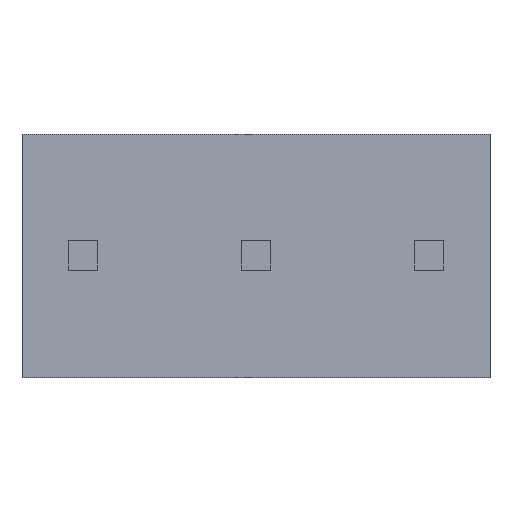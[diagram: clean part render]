
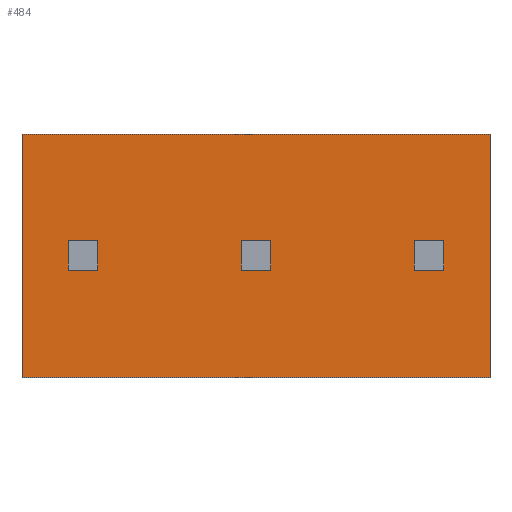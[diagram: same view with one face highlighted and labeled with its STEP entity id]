
A CAD part, top view. The second image highlights one B-rep face of the part: STEP entity #484.
In plain terms, the highlighted planar face has unit normal (0, 0, 1).
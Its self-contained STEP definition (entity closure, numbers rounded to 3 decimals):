
#15=FACE_BOUND('',#81,.T.);
#16=FACE_BOUND('',#82,.T.);
#17=FACE_BOUND('',#83,.T.);
#24=PLANE('',#536);
#52=FACE_OUTER_BOUND('',#80,.T.);
#80=EDGE_LOOP('',(#375,#376,#377,#378));
#81=EDGE_LOOP('',(#379,#380,#381,#382));
#82=EDGE_LOOP('',(#383,#384,#385,#386));
#83=EDGE_LOOP('',(#387,#388,#389,#390));
#119=LINE('',#726,#181);
#120=LINE('',#728,#182);
#121=LINE('',#730,#183);
#122=LINE('',#731,#184);
#123=LINE('',#734,#185);
#124=LINE('',#736,#186);
#125=LINE('',#738,#187);
#126=LINE('',#739,#188);
#127=LINE('',#742,#189);
#128=LINE('',#744,#190);
#129=LINE('',#746,#191);
#130=LINE('',#747,#192);
#131=LINE('',#750,#193);
#132=LINE('',#752,#194);
#133=LINE('',#754,#195);
#134=LINE('',#755,#196);
#181=VECTOR('',#597,10.);
#182=VECTOR('',#598,10.);
#183=VECTOR('',#599,10.);
#184=VECTOR('',#600,10.);
#185=VECTOR('',#601,10.);
#186=VECTOR('',#602,10.);
#187=VECTOR('',#603,10.);
#188=VECTOR('',#604,10.);
#189=VECTOR('',#605,10.);
#190=VECTOR('',#606,10.);
#191=VECTOR('',#607,10.);
#192=VECTOR('',#608,10.);
#193=VECTOR('',#609,10.);
#194=VECTOR('',#610,10.);
#195=VECTOR('',#611,10.);
#196=VECTOR('',#612,10.);
#245=VERTEX_POINT('',#724);
#246=VERTEX_POINT('',#725);
#247=VERTEX_POINT('',#727);
#248=VERTEX_POINT('',#729);
#249=VERTEX_POINT('',#732);
#250=VERTEX_POINT('',#733);
#251=VERTEX_POINT('',#735);
#252=VERTEX_POINT('',#737);
#253=VERTEX_POINT('',#740);
#254=VERTEX_POINT('',#741);
#255=VERTEX_POINT('',#743);
#256=VERTEX_POINT('',#745);
#257=VERTEX_POINT('',#748);
#258=VERTEX_POINT('',#749);
#259=VERTEX_POINT('',#751);
#260=VERTEX_POINT('',#753);
#295=EDGE_CURVE('',#245,#246,#119,.T.);
#296=EDGE_CURVE('',#246,#247,#120,.T.);
#297=EDGE_CURVE('',#247,#248,#121,.T.);
#298=EDGE_CURVE('',#248,#245,#122,.T.);
#299=EDGE_CURVE('',#249,#250,#123,.T.);
#300=EDGE_CURVE('',#251,#249,#124,.T.);
#301=EDGE_CURVE('',#252,#251,#125,.T.);
#302=EDGE_CURVE('',#250,#252,#126,.T.);
#303=EDGE_CURVE('',#253,#254,#127,.T.);
#304=EDGE_CURVE('',#255,#253,#128,.T.);
#305=EDGE_CURVE('',#256,#255,#129,.T.);
#306=EDGE_CURVE('',#254,#256,#130,.T.);
#307=EDGE_CURVE('',#257,#258,#131,.T.);
#308=EDGE_CURVE('',#259,#257,#132,.T.);
#309=EDGE_CURVE('',#260,#259,#133,.T.);
#310=EDGE_CURVE('',#258,#260,#134,.T.);
#375=ORIENTED_EDGE('',*,*,#295,.T.);
#376=ORIENTED_EDGE('',*,*,#296,.T.);
#377=ORIENTED_EDGE('',*,*,#297,.T.);
#378=ORIENTED_EDGE('',*,*,#298,.T.);
#379=ORIENTED_EDGE('',*,*,#299,.F.);
#380=ORIENTED_EDGE('',*,*,#300,.F.);
#381=ORIENTED_EDGE('',*,*,#301,.F.);
#382=ORIENTED_EDGE('',*,*,#302,.F.);
#383=ORIENTED_EDGE('',*,*,#303,.F.);
#384=ORIENTED_EDGE('',*,*,#304,.F.);
#385=ORIENTED_EDGE('',*,*,#305,.F.);
#386=ORIENTED_EDGE('',*,*,#306,.F.);
#387=ORIENTED_EDGE('',*,*,#307,.F.);
#388=ORIENTED_EDGE('',*,*,#308,.F.);
#389=ORIENTED_EDGE('',*,*,#309,.F.);
#390=ORIENTED_EDGE('',*,*,#310,.F.);
#484=ADVANCED_FACE('',(#52,#15,#16,#17),#24,.T.);
#536=AXIS2_PLACEMENT_3D('',#723,#595,#596);
#595=DIRECTION('center_axis',(0.,0.,1.));
#596=DIRECTION('ref_axis',(1.,0.,0.));
#597=DIRECTION('',(1.,0.,0.));
#598=DIRECTION('',(0.,1.,0.));
#599=DIRECTION('',(-1.,0.,0.));
#600=DIRECTION('',(0.,-1.,0.));
#601=DIRECTION('',(0.,-1.,0.));
#602=DIRECTION('',(-1.,0.,0.));
#603=DIRECTION('',(0.,1.,0.));
#604=DIRECTION('',(1.,0.,0.));
#605=DIRECTION('',(0.,-1.,0.));
#606=DIRECTION('',(-1.,0.,0.));
#607=DIRECTION('',(0.,1.,0.));
#608=DIRECTION('',(1.,0.,0.));
#609=DIRECTION('',(1.,0.,0.));
#610=DIRECTION('',(0.,-1.,0.));
#611=DIRECTION('',(-1.,0.,0.));
#612=DIRECTION('',(0.,1.,0.));
#723=CARTESIAN_POINT('Origin',(0.,0.,0.));
#724=CARTESIAN_POINT('',(-6.35,-3.3,0.));
#725=CARTESIAN_POINT('',(6.35,-3.3,0.));
#726=CARTESIAN_POINT('',(-6.35,-3.3,0.));
#727=CARTESIAN_POINT('',(6.35,3.3,0.));
#728=CARTESIAN_POINT('',(6.35,-3.3,0.));
#729=CARTESIAN_POINT('',(-6.35,3.3,0.));
#730=CARTESIAN_POINT('',(6.35,3.3,0.));
#731=CARTESIAN_POINT('',(-6.35,3.3,0.));
#732=CARTESIAN_POINT('',(-5.1,0.4,0.));
#733=CARTESIAN_POINT('',(-5.1,-0.4,0.));
#734=CARTESIAN_POINT('',(-5.1,0.4,0.));
#735=CARTESIAN_POINT('',(-4.3,0.4,0.));
#736=CARTESIAN_POINT('',(-4.3,0.4,0.));
#737=CARTESIAN_POINT('',(-4.3,-0.4,0.));
#738=CARTESIAN_POINT('',(-4.3,-0.4,0.));
#739=CARTESIAN_POINT('',(-5.1,-0.4,0.));
#740=CARTESIAN_POINT('',(-0.4,0.4,0.));
#741=CARTESIAN_POINT('',(-0.4,-0.4,0.));
#742=CARTESIAN_POINT('',(-0.4,0.4,0.));
#743=CARTESIAN_POINT('',(0.4,0.4,0.));
#744=CARTESIAN_POINT('',(0.4,0.4,0.));
#745=CARTESIAN_POINT('',(0.4,-0.4,0.));
#746=CARTESIAN_POINT('',(0.4,-0.4,0.));
#747=CARTESIAN_POINT('',(-0.4,-0.4,0.));
#748=CARTESIAN_POINT('',(4.3,-0.4,0.));
#749=CARTESIAN_POINT('',(5.1,-0.4,0.));
#750=CARTESIAN_POINT('',(4.3,-0.4,0.));
#751=CARTESIAN_POINT('',(4.3,0.4,0.));
#752=CARTESIAN_POINT('',(4.3,0.4,0.));
#753=CARTESIAN_POINT('',(5.1,0.4,0.));
#754=CARTESIAN_POINT('',(5.1,0.4,0.));
#755=CARTESIAN_POINT('',(5.1,-0.4,0.));
